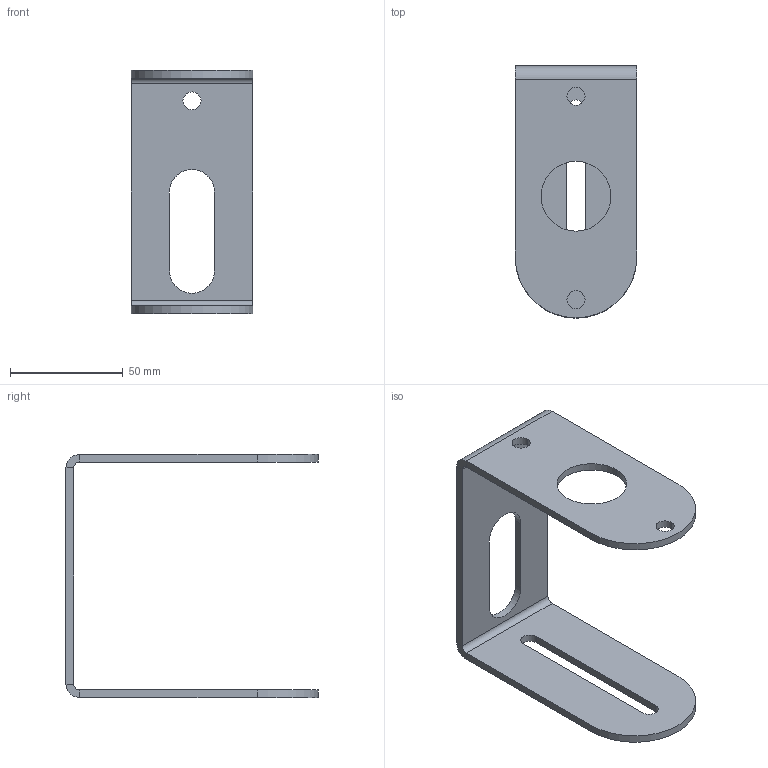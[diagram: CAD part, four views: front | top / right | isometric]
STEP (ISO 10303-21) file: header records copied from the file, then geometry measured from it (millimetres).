
FILE_DESCRIPTION((''),'2;1');
FILE_NAME('218921_ASM','2020-08-07T07:19:00',('PDMAdmin'),('BANNER ENGINEERING'),'CREO PARAMETRIC BY PTC INC, 2019292','CREO PARAMETRIC BY PTC INC, 2019292','');
FILE_SCHEMA(('CONFIG_CONTROL_DESIGN'));
Length unit declared in the file: millimetre
Products named in the file (2): 217998; 218921_ASM
Assembly tree (1 placements, depth 2):
  218921_ASM
    217998
Bounding box: 54 x 112 x 108 mm (x, y, z)
Volume: 48163.4 mm3; surface area: 32361.8 mm2
Topology: 1 solids, 1 shells, 38 faces, 92 edges, 56 vertices
Faces by surface type: plane 20, cylinder 18
Entity records: 1195 total; most frequent: DIRECTION 210, CARTESIAN_POINT 189, ORIENTED_EDGE 184, EDGE_CURVE 92, AXIS2_PLACEMENT_3D 77, VECTOR 56, LINE 56, VERTEX_POINT 56
